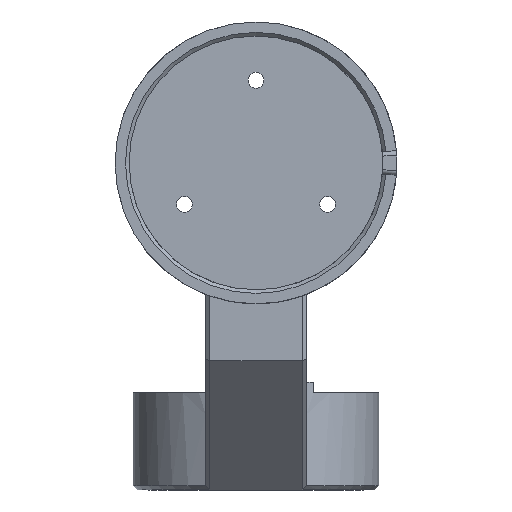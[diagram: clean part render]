
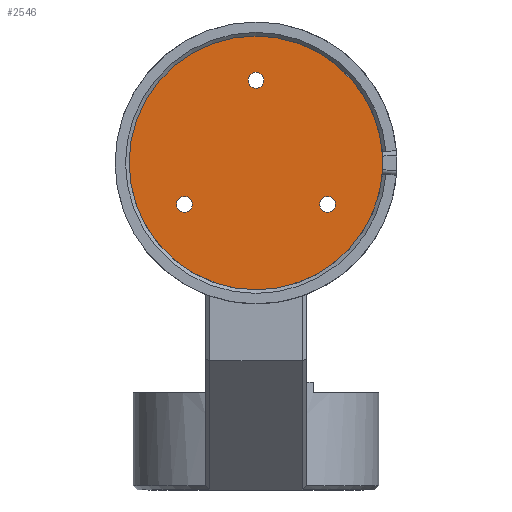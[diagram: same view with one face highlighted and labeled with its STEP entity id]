
A CAD part, left-side view. The second image highlights one B-rep face of the part: STEP entity #2546.
In plain terms, the highlighted planar face has unit normal (-1, 0, 0).
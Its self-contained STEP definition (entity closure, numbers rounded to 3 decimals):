
#340=DIRECTION('',(0.,0.,1.));
#341=VECTOR('',#340,10.536);
#342=CARTESIAN_POINT('',(31.6,-5.,-27.463));
#343=LINE('',#342,#341);
#768=CARTESIAN_POINT('',(31.6,0.,0.));
#769=DIRECTION('',(1.,0.,0.));
#770=DIRECTION('',(0.,-1.,0.));
#771=AXIS2_PLACEMENT_3D('',#768,#769,#770);
#773=DIRECTION('',(0.,0.,1.));
#774=VECTOR('',#773,10.536);
#775=CARTESIAN_POINT('',(31.6,5.,-27.463));
#776=LINE('',#775,#774);
#777=CARTESIAN_POINT('',(31.6,0.,0.));
#778=DIRECTION('',(1.,0.,0.));
#779=DIRECTION('',(0.,0.283,-0.959));
#780=AXIS2_PLACEMENT_3D('',#777,#778,#779);
#782=CARTESIAN_POINT('',(31.6,0.,0.));
#783=DIRECTION('',(1.,0.,0.));
#784=DIRECTION('',(0.,1.,0.));
#785=AXIS2_PLACEMENT_3D('',#782,#783,#784);
#787=CARTESIAN_POINT('',(31.6,9.959,-5.75));
#788=DIRECTION('',(-1.,0.,0.));
#789=DIRECTION('',(0.,0.,-1.));
#790=AXIS2_PLACEMENT_3D('',#787,#788,#789);
#792=CARTESIAN_POINT('',(31.6,9.959,-5.75));
#793=DIRECTION('',(-1.,0.,0.));
#794=DIRECTION('',(0.,0.,1.));
#795=AXIS2_PLACEMENT_3D('',#792,#793,#794);
#797=CARTESIAN_POINT('',(31.6,-9.959,-5.75));
#798=DIRECTION('',(-1.,0.,0.));
#799=DIRECTION('',(0.,0.,-1.));
#800=AXIS2_PLACEMENT_3D('',#797,#798,#799);
#802=CARTESIAN_POINT('',(31.6,-9.959,-5.75));
#803=DIRECTION('',(-1.,0.,0.));
#804=DIRECTION('',(0.,0.,1.));
#805=AXIS2_PLACEMENT_3D('',#802,#803,#804);
#807=CARTESIAN_POINT('',(31.6,0.,11.5));
#808=DIRECTION('',(-1.,0.,0.));
#809=DIRECTION('',(0.,0.,-1.));
#810=AXIS2_PLACEMENT_3D('',#807,#808,#809);
#812=CARTESIAN_POINT('',(31.6,0.,11.5));
#813=DIRECTION('',(-1.,0.,0.));
#814=DIRECTION('',(0.,0.,1.));
#815=AXIS2_PLACEMENT_3D('',#812,#813,#814);
#817=DIRECTION('',(0.,-1.,0.));
#818=VECTOR('',#817,10.);
#819=CARTESIAN_POINT('',(31.6,5.,-27.463));
#820=LINE('',#819,#818);
#1279=CARTESIAN_POINT('',(31.6,-17.65,0.));
#1280=VERTEX_POINT('',#1279);
#1281=CARTESIAN_POINT('',(31.6,17.65,0.));
#1282=VERTEX_POINT('',#1281);
#1294=CARTESIAN_POINT('',(31.6,5.,-16.927));
#1295=VERTEX_POINT('',#1294);
#1300=CARTESIAN_POINT('',(31.6,-5.,-16.927));
#1301=VERTEX_POINT('',#1300);
#1396=CARTESIAN_POINT('',(31.6,-5.,-27.463));
#1397=VERTEX_POINT('',#1396);
#1418=CARTESIAN_POINT('',(31.6,5.,-27.463));
#1419=VERTEX_POINT('',#1418);
#1538=CARTESIAN_POINT('',(31.6,-9.959,-6.85));
#1539=VERTEX_POINT('',#1538);
#1540=CARTESIAN_POINT('',(31.6,-9.959,-4.65));
#1541=VERTEX_POINT('',#1540);
#1542=CARTESIAN_POINT('',(31.6,9.959,-6.85));
#1543=CARTESIAN_POINT('',(31.6,9.959,-4.65));
#1544=VERTEX_POINT('',#1542);
#1545=VERTEX_POINT('',#1543);
#1546=CARTESIAN_POINT('',(31.6,0.,10.4));
#1547=CARTESIAN_POINT('',(31.6,0.,12.6));
#1548=VERTEX_POINT('',#1546);
#1549=VERTEX_POINT('',#1547);
#2514=CARTESIAN_POINT('',(31.6,0.,0.));
#2515=DIRECTION('',(-1.,0.,0.));
#2516=DIRECTION('',(0.,1.,0.));
#2517=AXIS2_PLACEMENT_3D('',#2514,#2515,#2516);
#2518=PLANE('',#2517);
#2519=ORIENTED_EDGE('',*,*,#1718,.T.);
#2520=ORIENTED_EDGE('',*,*,#2011,.F.);
#2522=ORIENTED_EDGE('',*,*,#2521,.F.);
#2523=ORIENTED_EDGE('',*,*,#2396,.T.);
#2524=ORIENTED_EDGE('',*,*,#1710,.T.);
#2525=ORIENTED_EDGE('',*,*,#1654,.T.);
#2526=EDGE_LOOP('',(#2519,#2520,#2522,#2523,#2524,#2525));
#2527=FACE_OUTER_BOUND('',#2526,.F.);
#2529=ORIENTED_EDGE('',*,*,#2528,.T.);
#2531=ORIENTED_EDGE('',*,*,#2530,.T.);
#2532=EDGE_LOOP('',(#2529,#2531));
#2533=FACE_BOUND('',#2532,.F.);
#2535=ORIENTED_EDGE('',*,*,#2534,.T.);
#2537=ORIENTED_EDGE('',*,*,#2536,.T.);
#2538=EDGE_LOOP('',(#2535,#2537));
#2539=FACE_BOUND('',#2538,.F.);
#2541=ORIENTED_EDGE('',*,*,#2540,.T.);
#2543=ORIENTED_EDGE('',*,*,#2542,.T.);
#2544=EDGE_LOOP('',(#2541,#2543));
#2545=FACE_BOUND('',#2544,.F.);
#2546=ADVANCED_FACE('',(#2527,#2533,#2539,#2545),#2518,.T.);
#772=CIRCLE('',#771,17.65);
#781=CIRCLE('',#780,17.65);
#786=CIRCLE('',#785,17.65);
#791=CIRCLE('',#790,1.1);
#796=CIRCLE('',#795,1.1);
#801=CIRCLE('',#800,1.1);
#806=CIRCLE('',#805,1.1);
#811=CIRCLE('',#810,1.1);
#816=CIRCLE('',#815,1.1);
#1654=EDGE_CURVE('',#1282,#1280,#786,.T.);
#1710=EDGE_CURVE('',#1295,#1282,#781,.T.);
#1718=EDGE_CURVE('',#1280,#1301,#772,.T.);
#2011=EDGE_CURVE('',#1397,#1301,#343,.T.);
#2396=EDGE_CURVE('',#1419,#1295,#776,.T.);
#2521=EDGE_CURVE('',#1419,#1397,#820,.T.);
#2528=EDGE_CURVE('',#1544,#1545,#791,.T.);
#2530=EDGE_CURVE('',#1545,#1544,#796,.T.);
#2534=EDGE_CURVE('',#1539,#1541,#801,.T.);
#2536=EDGE_CURVE('',#1541,#1539,#806,.T.);
#2540=EDGE_CURVE('',#1548,#1549,#811,.T.);
#2542=EDGE_CURVE('',#1549,#1548,#816,.T.);
